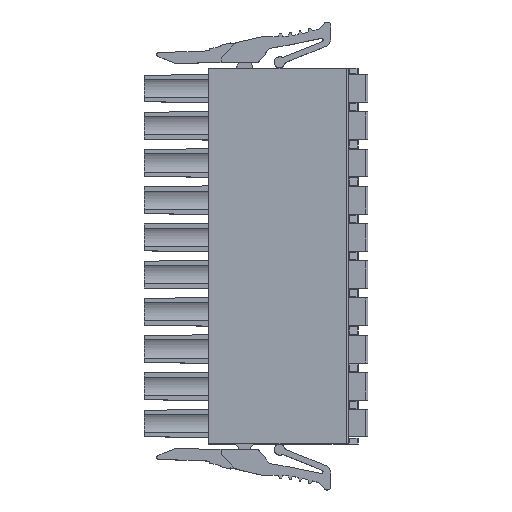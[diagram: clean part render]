
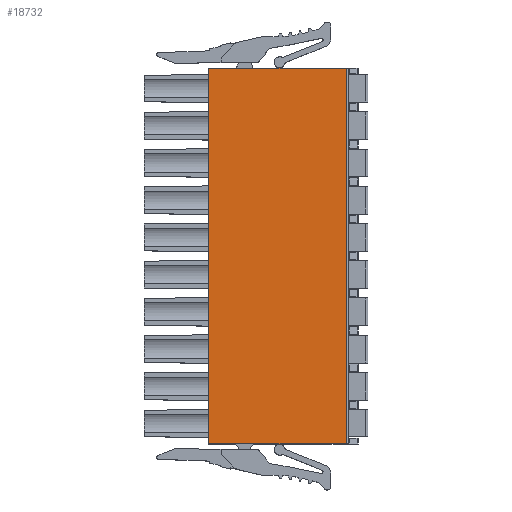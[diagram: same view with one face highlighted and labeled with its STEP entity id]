
A CAD part, top view. The second image highlights one B-rep face of the part: STEP entity #18732.
In plain terms, the highlighted planar face has unit normal (0, 0, 1).
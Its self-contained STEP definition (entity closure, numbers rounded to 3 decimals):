
#4045=DIRECTION('',(0.,1.,0.));
#4046=VECTOR('',#4045,38.49);
#4047=CARTESIAN_POINT('',(7.475,-22.265,3.4));
#4048=LINE('',#4047,#4046);
#4053=DIRECTION('',(0.,1.,0.));
#4054=VECTOR('',#4053,38.49);
#4055=CARTESIAN_POINT('',(-6.625,-22.265,
3.4));
#4056=LINE('',#4055,#4054);
#5731=DIRECTION('',(-1.,0.,0.));
#5732=VECTOR('',#5731,14.1);
#5733=CARTESIAN_POINT('',(7.475,16.225,3.4));
#5734=LINE('',#5733,#5732);
#6992=DIRECTION('',(1.,0.,0.));
#6993=VECTOR('',#6992,14.1);
#6994=CARTESIAN_POINT('',(-6.625,-22.265,
3.4));
#6995=LINE('',#6994,#6993);
#10693=CARTESIAN_POINT('',(-6.625,-22.265,
3.4));
#10694=VERTEX_POINT('',#10693);
#10721=CARTESIAN_POINT('',(7.475,-22.265,
3.4));
#10722=VERTEX_POINT('',#10721);
#12933=CARTESIAN_POINT('',(-6.625,16.225,
3.4));
#12934=VERTEX_POINT('',#12933);
#12935=CARTESIAN_POINT('',(7.475,16.225,3.4));
#12936=VERTEX_POINT('',#12935);
#18718=CARTESIAN_POINT('',(4.299,-14.645,3.4));
#18719=DIRECTION('',(0.,0.,1.));
#18720=DIRECTION('',(-1.,0.,0.));
#18721=AXIS2_PLACEMENT_3D('',#18718,#18719,#18720);
#18722=PLANE('',#18721);
#18724=ORIENTED_EDGE('',*,*,#18723,.T.);
#18726=ORIENTED_EDGE('',*,*,#18725,.F.);
#18727=ORIENTED_EDGE('',*,*,#18708,.F.);
#18729=ORIENTED_EDGE('',*,*,#18728,.F.);
#18730=EDGE_LOOP('',(#18724,#18726,#18727,#18729));
#18731=FACE_OUTER_BOUND('',#18730,.F.);
#18708=EDGE_CURVE('',#10722,#12936,#4048,.T.);
#18723=EDGE_CURVE('',#10694,#12934,#4056,.T.);
#18725=EDGE_CURVE('',#12936,#12934,#5734,.T.);
#18728=EDGE_CURVE('',#10694,#10722,#6995,.T.);
#18732=ADVANCED_FACE('',(#18731),#18722,.T.);
